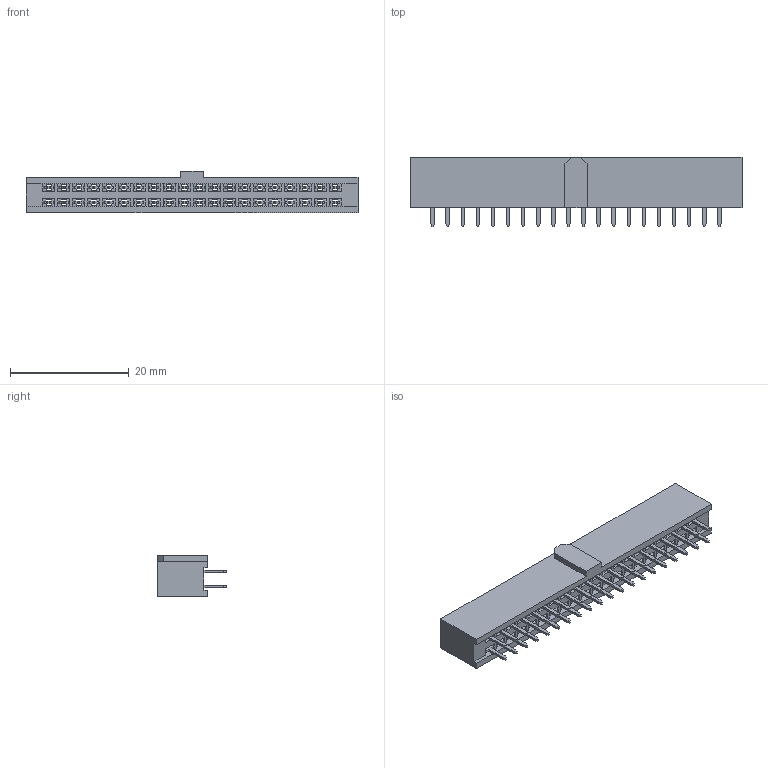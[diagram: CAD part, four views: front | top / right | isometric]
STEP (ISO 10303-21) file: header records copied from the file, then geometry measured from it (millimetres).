
FILE_DESCRIPTION (( 'STEP AP214' ), '1' );
FILE_NAME ('SFH11-PBPC-D20-ST-BK.STEP', '2023-04-26T08:22:32', ( '' ), ( '' ), 'SwSTEP 2.0', 'SolidWorks 2021', '' );
FILE_SCHEMA (( 'AUTOMOTIVE_DESIGN' ));
Length unit declared in the file: inch
Products named in the file (3): pin^SFH11-xC-Dx-ST-BK Ass; SFH11-xC-Dx-ST-BK body_20; SFH11-PBPC-D20-ST-BK
Assembly tree (41 placements, depth 2):
  SFH11-PBPC-D20-ST-BK
    SFH11-xC-Dx-ST-BK body_20
    pin^SFH11-xC-Dx-ST-BK Ass  x40
Bounding box: 55.88 x 11.71 x 7.01 mm (x, y, z)
Volume: 2135.8 mm3; surface area: 4981.7 mm2
Topology: 41 solids, 41 shells, 1256 faces, 3522 edges, 2348 vertices
Faces by surface type: plane 1016, cylinder 240
Entity records: 12367 total; most frequent: CARTESIAN_POINT 2178, ORIENTED_EDGE 2130, DIRECTION 1883, EDGE_CURVE 1065, LINE 1053, VECTOR 1053, VERTEX_POINT 710, EDGE_LOOP 439
